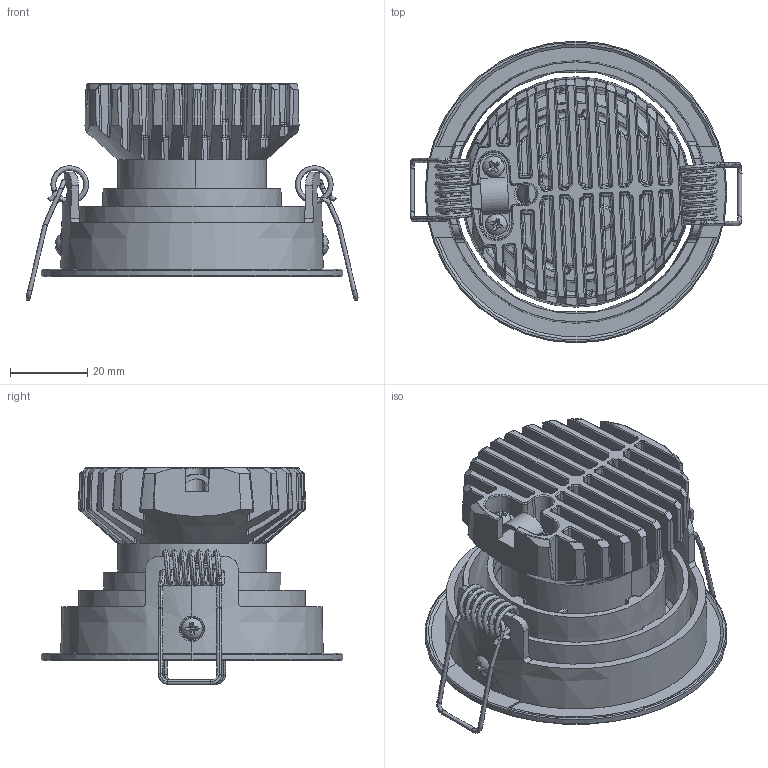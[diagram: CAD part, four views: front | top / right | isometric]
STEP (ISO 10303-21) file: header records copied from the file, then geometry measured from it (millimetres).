
FILE_DESCRIPTION (( 'STEP AP214' ), '1' );
FILE_NAME ('MOD-0801.STEP', '2019-08-03T09:40:30', ( 'user' ), ( '' ), 'SwSTEP 2.0', 'SolidWorks 2017', '' );
FILE_SCHEMA (( 'AUTOMOTIVE_DESIGN' ));
Length unit declared in the file: millimetre
Products named in the file (15): 30X18X8.5（线径1.3弹簧）; MOD-08-散热器组件; MOD-08-散热器; 科锐 CXA304_1; SL-CXA1304-HD-A-V2-20140816_1; 僭倛揤盄啣_1; M2.5X5麥芛坋趼蹟佪; SL-035B-毀嫖戚; M3X6埴芛囀鞠褒蹟佪; 6X3.2X0.7菜え; 输入3_1; MOD-0801-醱遠; 34X1.5胶圈(透明); MOD-0801囀遠; MOD-0801
Assembly tree (19 placements, depth 3):
  MOD-0801
    MOD-0801囀遠
    34X1.5胶圈(透明)
    MOD-0801-醱遠
    输入3_1  x2
    6X3.2X0.7菜え  x2
    MOD-08-散热器组件
      M3X6埴芛囀鞠褒蹟佪  x2
      SL-035B-毀嫖戚
      M2.5X5麥芛坋趼蹟佪  x2
      僭倛揤盄啣_1
      SL-CXA1304-HD-A-V2-20140816_1
      科锐 CXA304_1
      MOD-08-散热器
    30X18X8.5（线径1.3弹簧）  x2
Bounding box: 85.87 x 78.09 x 56.07 mm (x, y, z)
Volume: 58311.6 mm3; surface area: 58905.9 mm2
Topology: 18 solids, 18 shells, 2268 faces, 5632 edges, 3369 vertices
Faces by surface type: bspline 724, plane 520, cylinder 506, torus 195, sphere 176, cone 147
Entity records: 81514 total; most frequent: CARTESIAN_POINT 36792, ORIENTED_EDGE 10502, DIRECTION 7694, EDGE_CURVE 5251, VERTEX_POINT 3166, AXIS2_PLACEMENT_3D 3163, EDGE_LOOP 2211, FACE_OUTER_BOUND 2143
